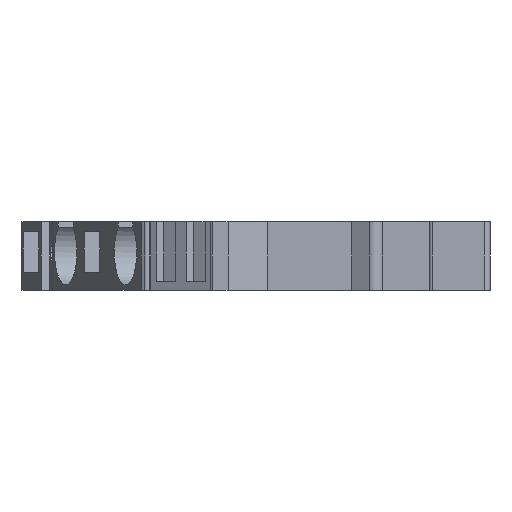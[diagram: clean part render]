
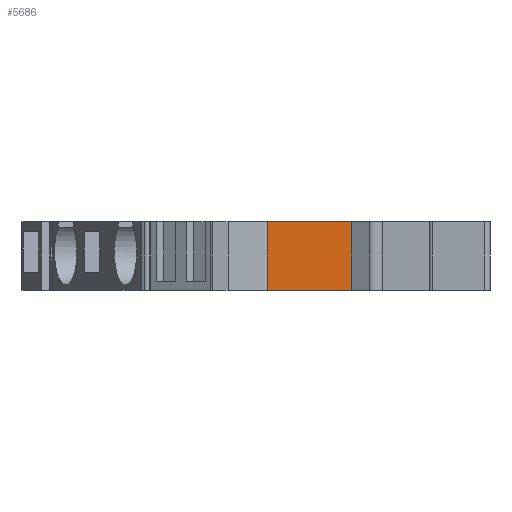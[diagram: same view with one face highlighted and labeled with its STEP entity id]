
A CAD part, left-side view. The second image highlights one B-rep face of the part: STEP entity #5686.
In plain terms, the highlighted planar face has unit normal (-1, 0, 0).
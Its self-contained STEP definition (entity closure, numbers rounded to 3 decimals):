
#451=DIRECTION('',(0.,1.,0.));
#452=VECTOR('',#451,7.516);
#453=CARTESIAN_POINT('',(-44.5,5.446,0.));
#454=LINE('',#453,#452);
#1075=DIRECTION('',(0.,1.,0.));
#1076=VECTOR('',#1075,7.516);
#1077=CARTESIAN_POINT('',(-44.5,5.446,-6.1));
#1078=LINE('',#1077,#1076);
#2017=DIRECTION('',(0.,0.,1.));
#2018=VECTOR('',#2017,6.1);
#2019=CARTESIAN_POINT('',(-44.5,5.446,-6.1));
#2020=LINE('',#2019,#2018);
#2021=DIRECTION('',(0.,0.,-1.));
#2022=VECTOR('',#2021,6.1);
#2023=CARTESIAN_POINT('',(-44.5,12.962,0.));
#2024=LINE('',#2023,#2022);
#2405=CARTESIAN_POINT('',(-44.5,12.962,0.));
#2407=VERTEX_POINT('',#2405);
#2409=CARTESIAN_POINT('',(-44.5,12.962,-6.1));
#2410=VERTEX_POINT('',#2409);
#2569=CARTESIAN_POINT('',(-44.5,5.446,-6.1));
#2570=CARTESIAN_POINT('',(-44.5,5.446,0.));
#2571=VERTEX_POINT('',#2569);
#2572=VERTEX_POINT('',#2570);
#5674=CARTESIAN_POINT('',(-44.5,0.,0.));
#5675=DIRECTION('',(1.,0.,0.));
#5676=DIRECTION('',(0.,1.,0.));
#5677=AXIS2_PLACEMENT_3D('',#5674,#5675,#5676);
#5678=PLANE('',#5677);
#5679=ORIENTED_EDGE('',*,*,#5666,.F.);
#5680=ORIENTED_EDGE('',*,*,#4058,.T.);
#5682=ORIENTED_EDGE('',*,*,#5681,.F.);
#5683=ORIENTED_EDGE('',*,*,#3330,.F.);
#5684=EDGE_LOOP('',(#5679,#5680,#5682,#5683));
#5685=FACE_OUTER_BOUND('',#5684,.F.);
#5686=ADVANCED_FACE('',(#5685),#5678,.F.);
#3330=EDGE_CURVE('',#2572,#2407,#454,.T.);
#4058=EDGE_CURVE('',#2571,#2410,#1078,.T.);
#5666=EDGE_CURVE('',#2571,#2572,#2020,.T.);
#5681=EDGE_CURVE('',#2407,#2410,#2024,.T.);
